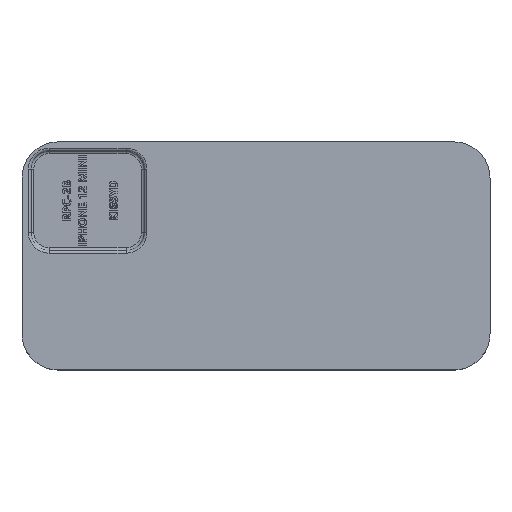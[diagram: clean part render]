
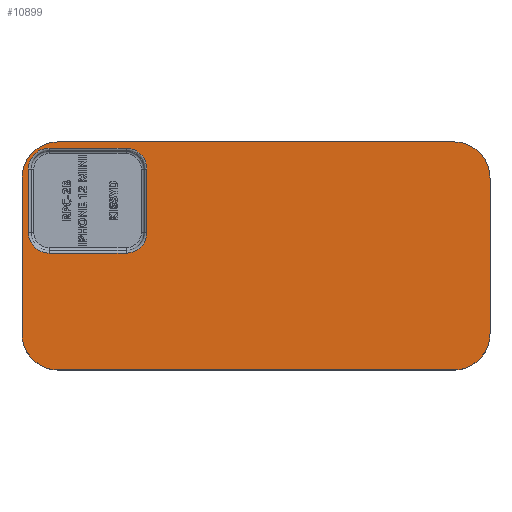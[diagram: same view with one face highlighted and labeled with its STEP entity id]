
A CAD part, top view. The second image highlights one B-rep face of the part: STEP entity #10899.
In plain terms, the highlighted planar face has unit normal (0, 0, 1).
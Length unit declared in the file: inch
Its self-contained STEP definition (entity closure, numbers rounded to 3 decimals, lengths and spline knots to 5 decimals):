
#705=FACE_BOUND('',#3846,.T.);
#763=PLANE('',#11702);
#1036=LINE('',#14351,#2037);
#1038=LINE('',#14415,#2039);
#1136=LINE('',#14938,#2137);
#1137=LINE('',#14949,#2138);
#1139=LINE('',#14961,#2140);
#1141=LINE('',#14973,#2142);
#1150=LINE('',#15003,#2151);
#1151=LINE('',#15006,#2152);
#2037=VECTOR('',#12099,0.3937);
#2039=VECTOR('',#12115,0.3937);
#2137=VECTOR('',#12629,0.3937);
#2138=VECTOR('',#12642,0.3937);
#2140=VECTOR('',#12656,0.3937);
#2142=VECTOR('',#12670,0.3937);
#2151=VECTOR('',#12705,0.3937);
#2152=VECTOR('',#12708,0.3937);
#3205=FACE_OUTER_BOUND('',#3845,.T.);
#3845=EDGE_LOOP('',(#7872,#7873,#7874,#7875,#7876,#7877,#7878,#7879));
#3846=EDGE_LOOP('',(#7880,#7881,#7882,#7883,#7884,#7885,#7886,#7887));
#4576=CIRCLE('',#11677,0.23);
#4580=CIRCLE('',#11683,0.23);
#4584=CIRCLE('',#11689,0.23);
#4587=CIRCLE('',#11694,0.23);
#4591=CIRCLE('',#11703,0.4);
#4592=CIRCLE('',#11704,0.4);
#4593=CIRCLE('',#11705,0.4);
#4594=CIRCLE('',#11706,0.4);
#4656=VERTEX_POINT('',#14345);
#4658=VERTEX_POINT('',#14349);
#4664=VERTEX_POINT('',#14412);
#4665=VERTEX_POINT('',#14414);
#4827=VERTEX_POINT('',#14931);
#4830=VERTEX_POINT('',#14936);
#4832=VERTEX_POINT('',#14941);
#4834=VERTEX_POINT('',#14947);
#4836=VERTEX_POINT('',#14953);
#4838=VERTEX_POINT('',#14959);
#4840=VERTEX_POINT('',#14965);
#4842=VERTEX_POINT('',#14971);
#4848=VERTEX_POINT('',#14997);
#4849=VERTEX_POINT('',#15000);
#4850=VERTEX_POINT('',#15002);
#4851=VERTEX_POINT('',#15004);
#5756=EDGE_CURVE('',#4656,#4658,#1036,.T.);
#5765=EDGE_CURVE('',#4665,#4664,#1038,.T.);
#6002=EDGE_CURVE('',#4830,#4827,#1136,.T.);
#6004=EDGE_CURVE('',#4832,#4830,#4576,.T.);
#6007=EDGE_CURVE('',#4834,#4832,#1137,.T.);
#6010=EDGE_CURVE('',#4836,#4834,#4580,.T.);
#6013=EDGE_CURVE('',#4838,#4836,#1139,.T.);
#6016=EDGE_CURVE('',#4840,#4838,#4584,.T.);
#6019=EDGE_CURVE('',#4842,#4840,#1141,.T.);
#6021=EDGE_CURVE('',#4827,#4842,#4587,.T.);
#6032=EDGE_CURVE('',#4848,#4665,#4591,.T.);
#6033=EDGE_CURVE('',#4664,#4656,#4592,.T.);
#6034=EDGE_CURVE('',#4658,#4849,#4593,.T.);
#6035=EDGE_CURVE('',#4849,#4850,#1150,.T.);
#6036=EDGE_CURVE('',#4850,#4851,#4594,.T.);
#6037=EDGE_CURVE('',#4851,#4848,#1151,.T.);
#7872=ORIENTED_EDGE('',*,*,#6032,.T.);
#7873=ORIENTED_EDGE('',*,*,#5765,.T.);
#7874=ORIENTED_EDGE('',*,*,#6033,.T.);
#7875=ORIENTED_EDGE('',*,*,#5756,.T.);
#7876=ORIENTED_EDGE('',*,*,#6034,.T.);
#7877=ORIENTED_EDGE('',*,*,#6035,.T.);
#7878=ORIENTED_EDGE('',*,*,#6036,.T.);
#7879=ORIENTED_EDGE('',*,*,#6037,.T.);
#7880=ORIENTED_EDGE('',*,*,#6002,.F.);
#7881=ORIENTED_EDGE('',*,*,#6004,.F.);
#7882=ORIENTED_EDGE('',*,*,#6007,.F.);
#7883=ORIENTED_EDGE('',*,*,#6010,.F.);
#7884=ORIENTED_EDGE('',*,*,#6013,.F.);
#7885=ORIENTED_EDGE('',*,*,#6016,.F.);
#7886=ORIENTED_EDGE('',*,*,#6019,.F.);
#7887=ORIENTED_EDGE('',*,*,#6021,.F.);
#10899=ADVANCED_FACE('',(#3205,#705),#763,.T.);
#11677=AXIS2_PLACEMENT_3D('',#14943,#12634,#12635);
#11683=AXIS2_PLACEMENT_3D('',#14955,#12648,#12649);
#11689=AXIS2_PLACEMENT_3D('',#14967,#12662,#12663);
#11694=AXIS2_PLACEMENT_3D('',#14976,#12674,#12675);
#11702=AXIS2_PLACEMENT_3D('',#14996,#12697,#12698);
#11703=AXIS2_PLACEMENT_3D('',#14998,#12699,#12700);
#11704=AXIS2_PLACEMENT_3D('',#14999,#12701,#12702);
#11705=AXIS2_PLACEMENT_3D('',#15001,#12703,#12704);
#11706=AXIS2_PLACEMENT_3D('',#15005,#12706,#12707);
#12099=DIRECTION('',(0.,1.,0.));
#12115=DIRECTION('',(1.,0.,0.));
#12629=DIRECTION('',(0.,1.,0.));
#12634=DIRECTION('center_axis',(0.,0.,1.));
#12635=DIRECTION('ref_axis',(0.707,-0.707,0.));
#12642=DIRECTION('',(1.,0.,0.));
#12648=DIRECTION('center_axis',(0.,0.,1.));
#12649=DIRECTION('ref_axis',(-0.707,-0.707,0.));
#12656=DIRECTION('',(0.,-1.,0.));
#12662=DIRECTION('center_axis',(0.,0.,1.));
#12663=DIRECTION('ref_axis',(-0.707,0.707,0.));
#12670=DIRECTION('',(-1.,0.,0.));
#12674=DIRECTION('center_axis',(0.,0.,1.));
#12675=DIRECTION('ref_axis',(0.707,0.707,0.));
#12697=DIRECTION('center_axis',(0.,0.,1.));
#12698=DIRECTION('ref_axis',(1.,0.,0.));
#12699=DIRECTION('center_axis',(0.,0.,1.));
#12700=DIRECTION('ref_axis',(-1.,0.,0.));
#12701=DIRECTION('center_axis',(0.,0.,1.));
#12702=DIRECTION('ref_axis',(0.,-1.,0.));
#12703=DIRECTION('center_axis',(0.,0.,1.));
#12704=DIRECTION('ref_axis',(1.,0.,0.));
#12705=DIRECTION('',(-1.,0.,0.));
#12706=DIRECTION('center_axis',(0.,0.,1.));
#12707=DIRECTION('ref_axis',(0.,1.,0.));
#12708=DIRECTION('',(0.,-1.,0.));
#14345=CARTESIAN_POINT('',(5.17,0.4,0.15));
#14349=CARTESIAN_POINT('',(5.17,2.12,0.15));
#14351=CARTESIAN_POINT('',(5.17,0.4,0.15));
#14412=CARTESIAN_POINT('',(4.77,0.,0.15));
#14414=CARTESIAN_POINT('',(0.4,0.,0.15));
#14415=CARTESIAN_POINT('',(0.4,0.,0.15));
#14931=CARTESIAN_POINT('',(1.38,2.22,0.15));
#14936=CARTESIAN_POINT('',(1.38,1.52,0.15));
#14938=CARTESIAN_POINT('',(1.38,1.74,0.15));
#14941=CARTESIAN_POINT('',(1.15,1.29,0.15));
#14943=CARTESIAN_POINT('Origin',(1.15,1.52,0.15));
#14947=CARTESIAN_POINT('',(0.3,1.29,0.15));
#14949=CARTESIAN_POINT('',(1.8675,1.29,0.15));
#14953=CARTESIAN_POINT('',(0.07,1.52,0.15));
#14955=CARTESIAN_POINT('Origin',(0.3,1.52,0.15));
#14959=CARTESIAN_POINT('',(0.07,2.22,0.15));
#14961=CARTESIAN_POINT('',(0.07,1.39,0.15));
#14965=CARTESIAN_POINT('',(0.3,2.45,0.15));
#14967=CARTESIAN_POINT('Origin',(0.3,2.22,0.15));
#14971=CARTESIAN_POINT('',(1.15,2.45,0.15));
#14973=CARTESIAN_POINT('',(1.4425,2.45,0.15));
#14976=CARTESIAN_POINT('Origin',(1.15,2.22,0.15));
#14996=CARTESIAN_POINT('Origin',(2.585,1.26,0.15));
#14997=CARTESIAN_POINT('',(0.,0.4,0.15));
#14998=CARTESIAN_POINT('Origin',(0.4,0.4,0.15));
#14999=CARTESIAN_POINT('Origin',(4.77,0.4,0.15));
#15000=CARTESIAN_POINT('',(4.77,2.52,0.15));
#15001=CARTESIAN_POINT('Origin',(4.77,2.12,0.15));
#15002=CARTESIAN_POINT('',(0.4,2.52,0.15));
#15003=CARTESIAN_POINT('',(4.77,2.52,0.15));
#15004=CARTESIAN_POINT('',(0.,2.12,0.15));
#15005=CARTESIAN_POINT('Origin',(0.4,2.12,0.15));
#15006=CARTESIAN_POINT('',(0.,2.12,0.15));
